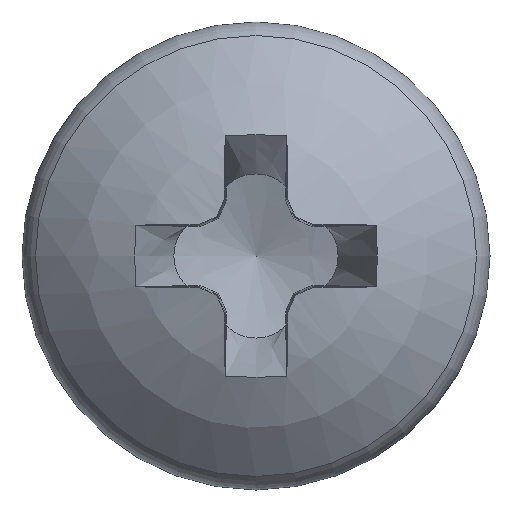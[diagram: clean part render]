
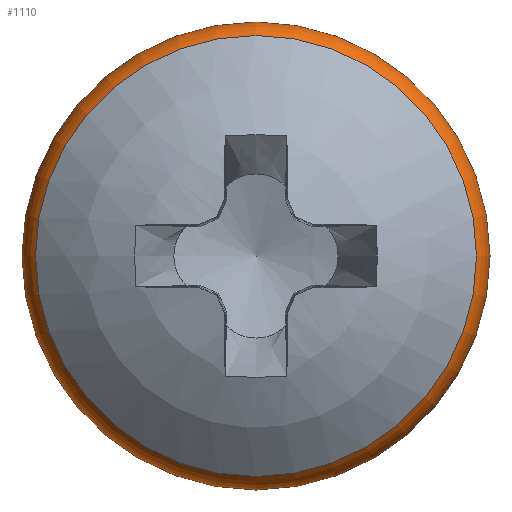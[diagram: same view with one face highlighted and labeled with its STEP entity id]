
A CAD part, left-side view. The second image highlights one B-rep face of the part: STEP entity #1110.
In plain terms, the highlighted toroidal (fillet/blend) face has major radius 2.24 mm and minor radius 0.56 mm.
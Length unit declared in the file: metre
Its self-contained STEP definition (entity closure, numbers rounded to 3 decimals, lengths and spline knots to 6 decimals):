
#224=TOROIDAL_SURFACE('',#1224,0.00224,0.00056);
#537=ORIENTED_EDGE('',*,*,#699,.F.);
#538=ORIENTED_EDGE('',*,*,#700,.F.);
#699=EDGE_CURVE('',#802,#802,#845,.T.);
#700=EDGE_CURVE('',#803,#803,#846,.T.);
#802=VERTEX_POINT('',#6697);
#803=VERTEX_POINT('',#6700);
#845=CIRCLE('',#1223,0.002638);
#846=CIRCLE('',#1225,0.0028);
#921=EDGE_LOOP('',(#537));
#922=EDGE_LOOP('',(#538));
#1001=FACE_BOUND('',#921,.T.);
#1002=FACE_BOUND('',#922,.T.);
#1110=ADVANCED_FACE('',(#1001,#1002),#224,.T.);
#1223=AXIS2_PLACEMENT_3D('',#6696,#1452,#1453);
#1224=AXIS2_PLACEMENT_3D('',#6698,#1454,#1455);
#1225=AXIS2_PLACEMENT_3D('',#6699,#1456,#1457);
#1452=DIRECTION('',(-1.,0.,0.));
#1453=DIRECTION('',(0.,1.,0.));
#1454=DIRECTION('',(1.,0.,0.));
#1455=DIRECTION('',(0.,-1.,0.));
#1456=DIRECTION('',(1.,0.,0.));
#1457=DIRECTION('',(0.,1.,0.));
#6696=CARTESIAN_POINT('',(-0.001199,0.,0.));
#6697=CARTESIAN_POINT('',(-0.001199,0.002638,0.));
#6698=CARTESIAN_POINT('',(-0.000805,0.,0.));
#6699=CARTESIAN_POINT('',(-0.000805,0.,0.));
#6700=CARTESIAN_POINT('',(-0.000805,0.0028,0.));
